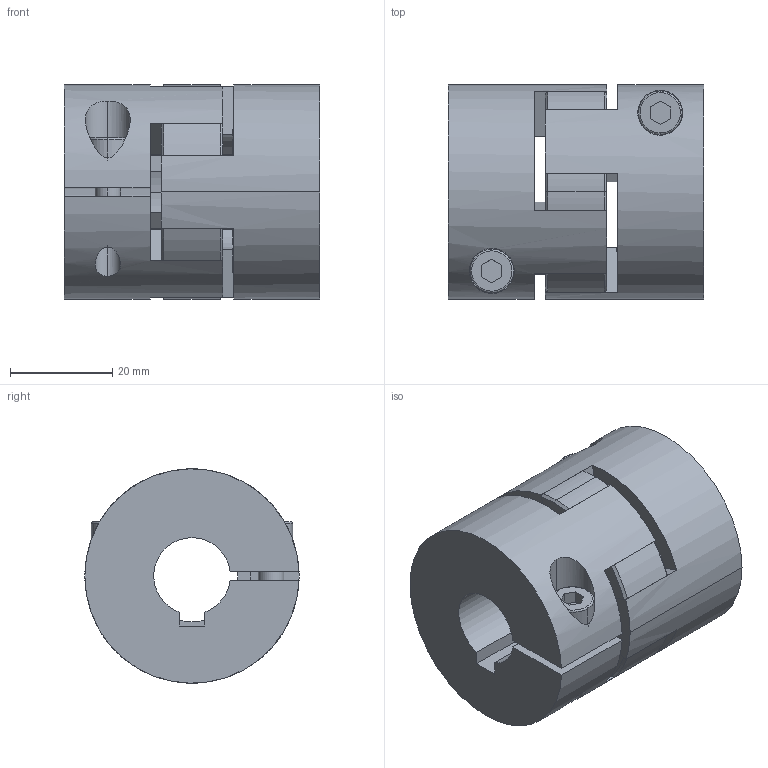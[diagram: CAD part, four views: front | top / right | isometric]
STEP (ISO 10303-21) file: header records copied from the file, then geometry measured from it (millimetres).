
FILE_DESCRIPTION(('STEP AP214'),'1');
FILE_NAME('cctmp_D2D1F9D8-9328-45F9-81FC-D7110F05DCDD_2023_06_13_14_59_05_0183..stp','2023-06-13T12:59:05',('R+W Antriebselemente GmbH'),('CADClick - www.CADClick.com'),'Spatial InterOp 3D',' ','unknown authorization');
FILE_SCHEMA(('AUTOMOTIVE_DESIGN'));
Length unit declared in the file: millimetre
Products named in the file (4): cc_unnamed; EKL/20/50/A/15-PFN/25-PFN_2; EKL/20/50/A/15-PFN/25-PFN_1; EKL/20/50/A/15-PFN/25-PFN
Assembly tree (3 placements, depth 2):
  cc_unnamed
    EKL/20/50/A/15-PFN/25-PFN_2
    EKL/20/50/A/15-PFN/25-PFN_1
    EKL/20/50/A/15-PFN/25-PFN
Bounding box: 50 x 42 x 42 mm (x, y, z)
Volume: 48334.5 mm3; surface area: 20277.2 mm2
Topology: 3 solids, 3 shells, 148 faces, 388 edges, 256 vertices
Faces by surface type: plane 74, cylinder 54, cone 16, torus 4
Entity records: 6154 total; most frequent: CARTESIAN_POINT 1072, DIRECTION 825, ORIENTED_EDGE 776, EDGE_CURVE 388, AXIS2_PLACEMENT_3D 293, VERTEX_POINT 256, LINE 239, VECTOR 239
